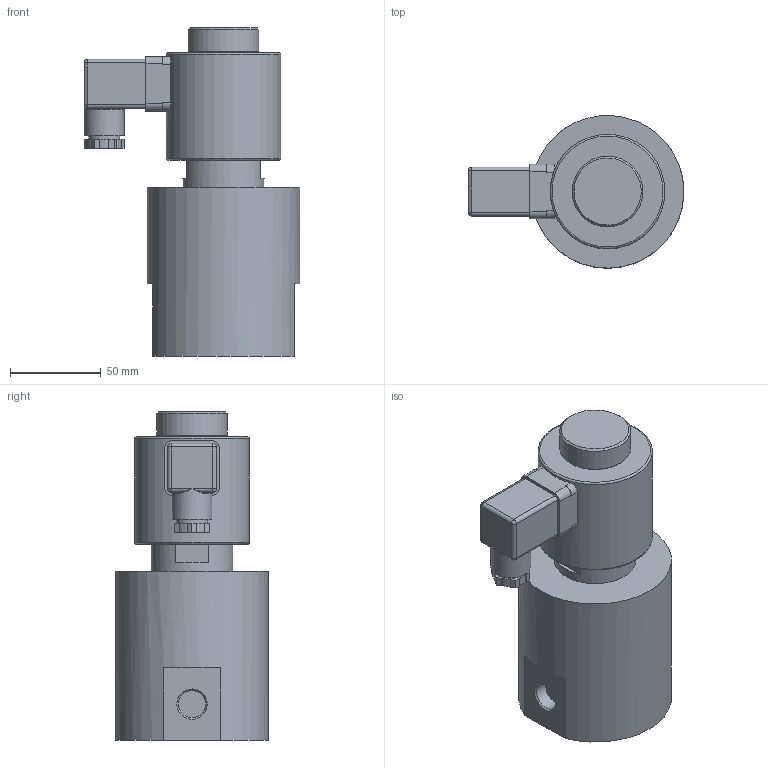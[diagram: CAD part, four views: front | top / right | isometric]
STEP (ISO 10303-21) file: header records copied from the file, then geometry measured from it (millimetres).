
FILE_DESCRIPTION(/* description */ ('3D-Modell'),/* implementation_level */ '2;1');
FILE_NAME(/* name */ '050.000103_2-529-21-0815-.322.stp',/* time_stamp */ '2021-12-13T11:00:33+01:00',/* author */ ('LBirkmann'),/* organization */ (''),/* preprocessor_version */ 'ST-DEVELOPER v16.1',/* originating_system */ 'Autodesk Inventor 2016',/* authorisation */ '');
FILE_SCHEMA (('AUTOMOTIVE_DESIGN { 1 0 10303 214 3 1 1 }'));
Length unit declared in the file: millimetre
Products named in the file (1): 88-005399
Bounding box: 118.7 x 84 x 181 mm (x, y, z)
Volume: 774491.8 mm3; surface area: 61700.5 mm2
Topology: 1 solids, 1 shells, 104 faces, 263 edges, 163 vertices
Faces by surface type: plane 60, cylinder 31, cone 4, sphere 4, torus 3, bspline 2
Full cylindrical faces by diameter (mm): 14.95 x2, 17 x1, 22 x1, 39 x1, 45 x1, 63 x1, 84 x1
Entity records: 3088 total; most frequent: CARTESIAN_POINT 646, DIRECTION 514, ORIENTED_EDGE 474, EDGE_CURVE 237, AXIS2_PLACEMENT_3D 182, VERTEX_POINT 158, LINE 150, VECTOR 150
